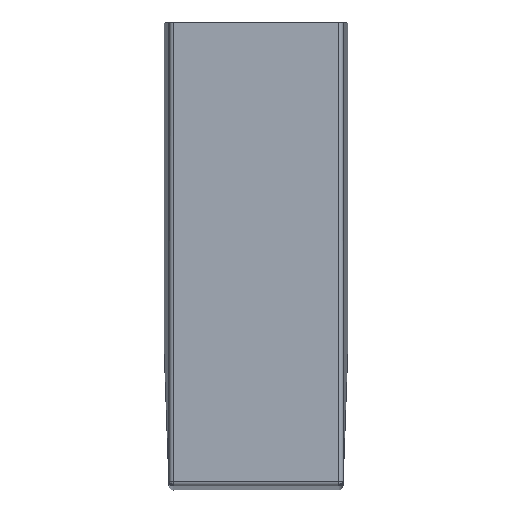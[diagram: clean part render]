
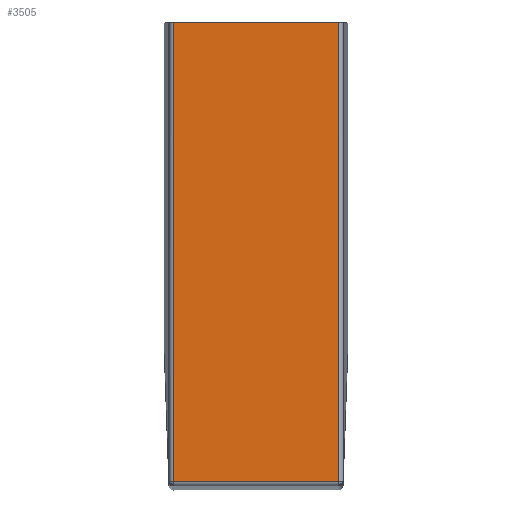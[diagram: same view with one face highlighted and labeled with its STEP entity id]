
A CAD part, front view. The second image highlights one B-rep face of the part: STEP entity #3505.
In plain terms, the highlighted planar face has unit normal (0, -1, 0.008).
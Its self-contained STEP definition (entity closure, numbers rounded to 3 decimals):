
#105 = CARTESIAN_POINT ( 'NONE',  ( 1026.372, 24.738, -2.922 ) ) ;
#717 = ORIENTED_EDGE ( 'NONE', *, *, #2371, .F. ) ;
#865 = CARTESIAN_POINT ( 'NONE',  ( 969.419, 24.738, -2.922 ) ) ;
#869 = DIRECTION ( 'NONE',  ( 0., 0.008, 1. ) ) ;
#1294 = CARTESIAN_POINT ( 'NONE',  ( 1026.372, 24.738, -2.922 ) ) ;
#1497 = CARTESIAN_POINT ( 'NONE',  ( 1026.372, 24.278, -61.49 ) ) ;
#1501 = VECTOR ( 'NONE', #7482, 1000. ) ;
#1837 = LINE ( 'NONE', #3043, #9810 ) ;
#1999 = EDGE_CURVE ( 'NONE', #4792, #4176, #7911, .T. ) ;
#2043 = VERTEX_POINT ( 'NONE', #7041 ) ;
#2059 = CARTESIAN_POINT ( 'NONE',  ( 969.419, 23.034, -219.937 ) ) ;
#2365 = VERTEX_POINT ( 'NONE', #1497 ) ;
#2371 = EDGE_CURVE ( 'NONE', #2043, #4792, #1837, .T. ) ;
#2657 = AXIS2_PLACEMENT_3D ( 'NONE', #105, #5495, #869 ) ;
#2678 = LINE ( 'NONE', #5540, #4686 ) ;
#2705 = ORIENTED_EDGE ( 'NONE', *, *, #8888, .F. ) ;
#2709 = EDGE_CURVE ( 'NONE', #4176, #2365, #2678, .T. ) ;
#3043 = CARTESIAN_POINT ( 'NONE',  ( 1026.372, 23.034, -219.937 ) ) ;
#3505 = ADVANCED_FACE ( 'NONE', ( #4981 ), #7004, .F. ) ;
#4176 = VERTEX_POINT ( 'NONE', #5333 ) ;
#4686 = VECTOR ( 'NONE', #6308, 1000. ) ;
#4710 = EDGE_LOOP ( 'NONE', ( #717, #2705, #8259, #8304 ) ) ;
#4792 = VERTEX_POINT ( 'NONE', #2059 ) ;
#4981 = FACE_OUTER_BOUND ( 'NONE', #4710, .T. ) ;
#5303 = VECTOR ( 'NONE', #5489, 1000. ) ;
#5333 = CARTESIAN_POINT ( 'NONE',  ( 969.419, 24.278, -61.49 ) ) ;
#5489 = DIRECTION ( 'NONE',  ( 0., 0.008, 1. ) ) ;
#5495 = DIRECTION ( 'NONE',  ( 0., 1., -0.008 ) ) ;
#5540 = CARTESIAN_POINT ( 'NONE',  ( 1026.372, 24.278, -61.49 ) ) ;
#6128 = DIRECTION ( 'NONE',  ( -1., 0., 0. ) ) ;
#6308 = DIRECTION ( 'NONE',  ( 1., 0., 0. ) ) ;
#7004 = PLANE ( 'NONE',  #2657 ) ;
#7041 = CARTESIAN_POINT ( 'NONE',  ( 1026.372, 23.034, -219.937 ) ) ;
#7482 = DIRECTION ( 'NONE',  ( 0., -0.008, -1. ) ) ;
#7654 = LINE ( 'NONE', #1294, #1501 ) ;
#7911 = LINE ( 'NONE', #865, #5303 ) ;
#8259 = ORIENTED_EDGE ( 'NONE', *, *, #2709, .F. ) ;
#8304 = ORIENTED_EDGE ( 'NONE', *, *, #1999, .F. ) ;
#8888 = EDGE_CURVE ( 'NONE', #2365, #2043, #7654, .T. ) ;
#9810 = VECTOR ( 'NONE', #6128, 1000. ) ;
